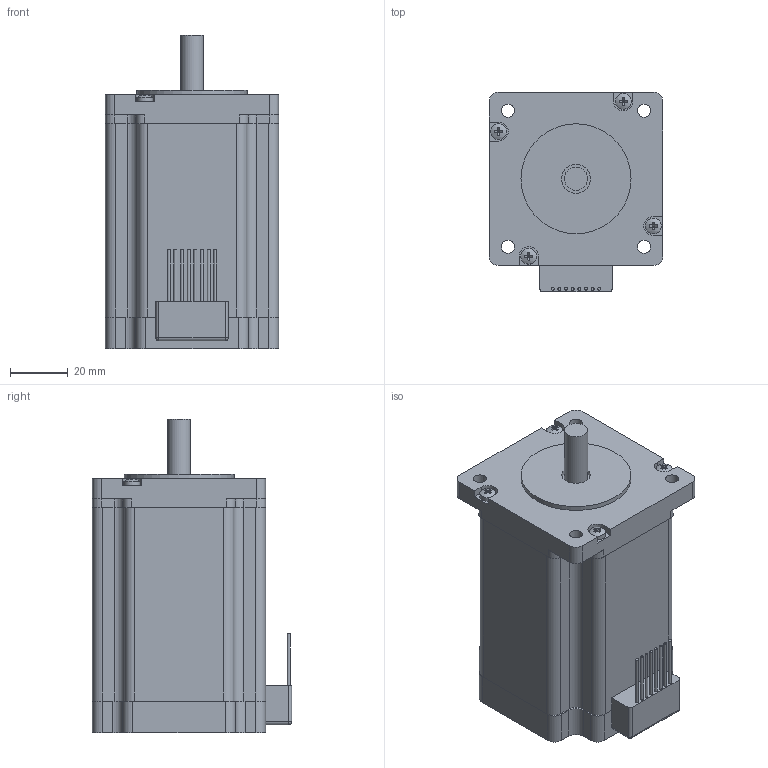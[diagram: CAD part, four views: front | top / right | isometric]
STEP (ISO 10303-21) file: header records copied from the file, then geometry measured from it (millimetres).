
FILE_DESCRIPTION(/* description */ (''),/* implementation_level */ '2;1');
FILE_NAME(/* name */ 'ST6018L3008-A.stp',/* time_stamp */ '2017-02-15T12:57:04+01:00',/* author */ ('schneid_cad'),/* organization */ (''),/* preprocessor_version */ 'ST-DEVELOPER v16.5',/* originating_system */ 'Autodesk Inventor 2017',/* authorisation */ '');
FILE_SCHEMA (('AUTOMOTIVE_DESIGN { 1 0 10303 214 3 1 1 }'));
Length unit declared in the file: millimetre
Products named in the file (1): ST6018L...-A
Bounding box: 60 x 69 x 108.6 mm (x, y, z)
Volume: 281816.9 mm3; surface area: 43091.2 mm2
Topology: 16 solids, 16 shells, 268 faces, 584 edges, 356 vertices
Faces by surface type: plane 186, cylinder 76, sphere 6
Full cylindrical faces by diameter (mm): 1 x8, 2.013 x2, 3 x4, 4.5 x4, 5.5 x4, 6.35 x1, 8 x2, 10 x1, 38.1 x1
Entity records: 7109 total; most frequent: DIRECTION 1287, CARTESIAN_POINT 1166, ORIENTED_EDGE 1098, EDGE_CURVE 549, AXIS2_PLACEMENT_3D 469, LINE 349, VECTOR 349, VERTEX_POINT 348
